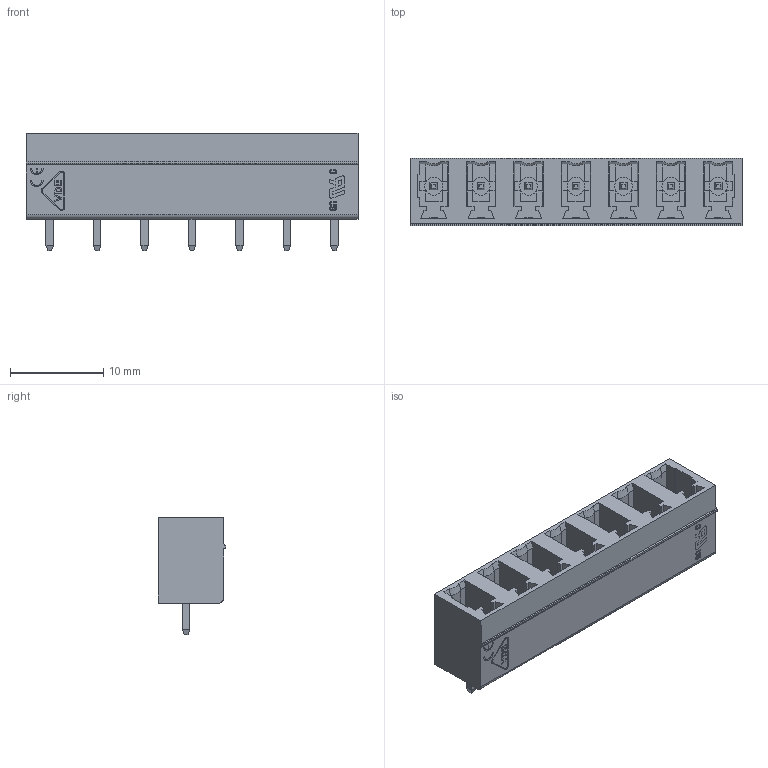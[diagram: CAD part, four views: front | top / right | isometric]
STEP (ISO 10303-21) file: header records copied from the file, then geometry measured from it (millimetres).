
FILE_DESCRIPTION (( 'STEP AP214' ), '1' );
FILE_NAME ('User Library-15EDGVC-5.08-07P-1Y-00A(H).STEP', '2021-03-14T14:58:12', ( '' ), ( '' ), 'SwSTEP 2.0', 'SolidWorks 2020', '' );
FILE_SCHEMA (( 'AUTOMOTIVE_DESIGN' ));
Length unit declared in the file: millimetre
Products named in the file (1): User Library-15EDGVC-5.08-07P-1Y-00A(H)
Bounding box: 35.56 x 7.24 x 12.6 mm (x, y, z)
Volume: 1396.7 mm3; surface area: 2940 mm2
Topology: 8 solids, 8 shells, 901 faces, 2407 edges, 1573 vertices
Faces by surface type: plane 726, bspline 119, cylinder 49, cone 7
Entity records: 28835 total; most frequent: CARTESIAN_POINT 6699, ORIENTED_EDGE 4814, DIRECTION 3826, EDGE_CURVE 2407, VECTOR 2050, LINE 2050, VERTEX_POINT 1573, EDGE_LOOP 966
